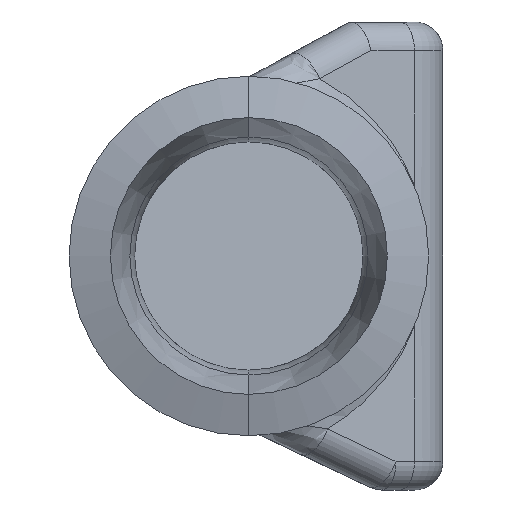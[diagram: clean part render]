
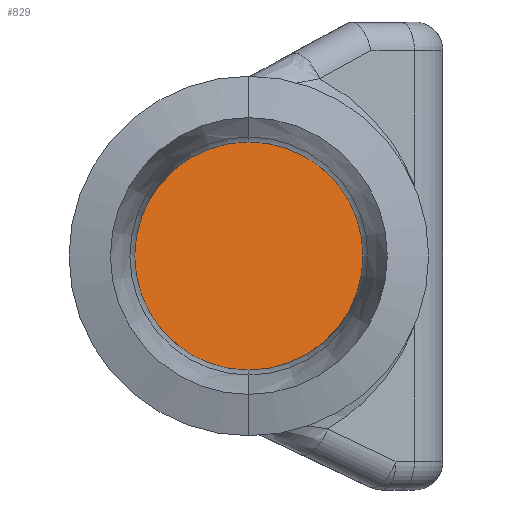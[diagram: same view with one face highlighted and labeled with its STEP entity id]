
A CAD part, left-side view. The second image highlights one B-rep face of the part: STEP entity #829.
In plain terms, the highlighted planar face has unit normal (-0.866, -0.5, 0).
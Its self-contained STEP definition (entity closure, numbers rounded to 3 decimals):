
#38 = CARTESIAN_POINT ( 'NONE',  ( 33.616, 0., -2. ) ) ;
#99 =( BOUNDED_CURVE ( )  B_SPLINE_CURVE ( 3, ( #925, #1806, #225, #1518 ),
 .UNSPECIFIED., .F., .T. ) 
 B_SPLINE_CURVE_WITH_KNOTS ( ( 4, 4 ),
 ( 1.571, 4.712 ),
 .UNSPECIFIED. ) 
 CURVE ( )  GEOMETRIC_REPRESENTATION_ITEM ( )  RATIONAL_B_SPLINE_CURVE ( ( 1., 0.333, 0.333, 1. ) ) 
 REPRESENTATION_ITEM ( '' )  );
#122 = CARTESIAN_POINT ( 'NONE',  ( 33.616, 0., 2. ) ) ;
#225 = CARTESIAN_POINT ( 'NONE',  ( 35.926, -4., 2. ) ) ;
#291 = FACE_OUTER_BOUND ( 'NONE', #571, .T. ) ;
#340 = EDGE_CURVE ( 'NONE', #441, #1298, #1804, .T. ) ;
#441 = VERTEX_POINT ( 'NONE', #122 ) ;
#571 = EDGE_LOOP ( 'NONE', ( #1353, #1000 ) ) ;
#799 = CARTESIAN_POINT ( 'NONE',  ( 33.616, 0., -2. ) ) ;
#829 = ADVANCED_FACE ( 'NONE', ( #291 ), #863, .T. ) ;
#863 = PLANE ( 'NONE',  #1032 ) ;
#925 = CARTESIAN_POINT ( 'NONE',  ( 33.616, 0., -2. ) ) ;
#1000 = ORIENTED_EDGE ( 'NONE', *, *, #1456, .T. ) ;
#1016 = DIRECTION ( 'NONE',  ( -0.866, -0.5, 0. ) ) ;
#1032 = AXIS2_PLACEMENT_3D ( 'NONE', #1409, #1016, #1598 ) ;
#1298 = VERTEX_POINT ( 'NONE', #38 ) ;
#1353 = ORIENTED_EDGE ( 'NONE', *, *, #340, .T. ) ;
#1389 = CARTESIAN_POINT ( 'NONE',  ( 33.616, 0., 2. ) ) ;
#1401 = CARTESIAN_POINT ( 'NONE',  ( 31.307, 4., 2. ) ) ;
#1409 = CARTESIAN_POINT ( 'NONE',  ( 35.579, -3.4, -11.672 ) ) ;
#1456 = EDGE_CURVE ( 'NONE', #1298, #441, #99, .T. ) ;
#1518 = CARTESIAN_POINT ( 'NONE',  ( 33.616, 0., 2. ) ) ;
#1528 = CARTESIAN_POINT ( 'NONE',  ( 31.307, 4., -2. ) ) ;
#1598 = DIRECTION ( 'NONE',  ( 0.5, -0.866, 0. ) ) ;
#1804 =( BOUNDED_CURVE ( )  B_SPLINE_CURVE ( 3, ( #1389, #1401, #1528, #799 ),
 .UNSPECIFIED., .F., .T. ) 
 B_SPLINE_CURVE_WITH_KNOTS ( ( 4, 4 ),
 ( 4.712, 7.854 ),
 .UNSPECIFIED. ) 
 CURVE ( )  GEOMETRIC_REPRESENTATION_ITEM ( )  RATIONAL_B_SPLINE_CURVE ( ( 1., 0.333, 0.333, 1. ) ) 
 REPRESENTATION_ITEM ( '' )  );
#1806 = CARTESIAN_POINT ( 'NONE',  ( 35.926, -4., -2. ) ) ;
